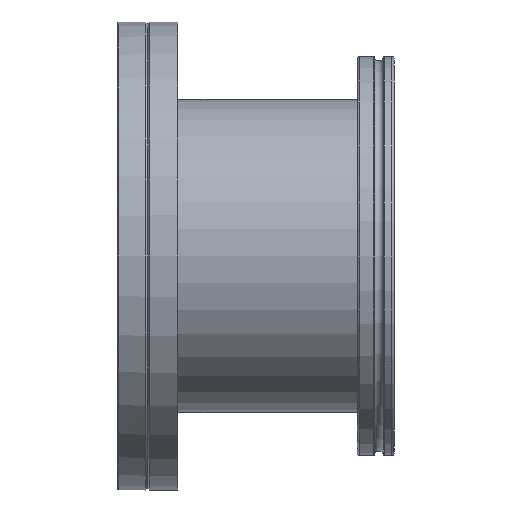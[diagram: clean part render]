
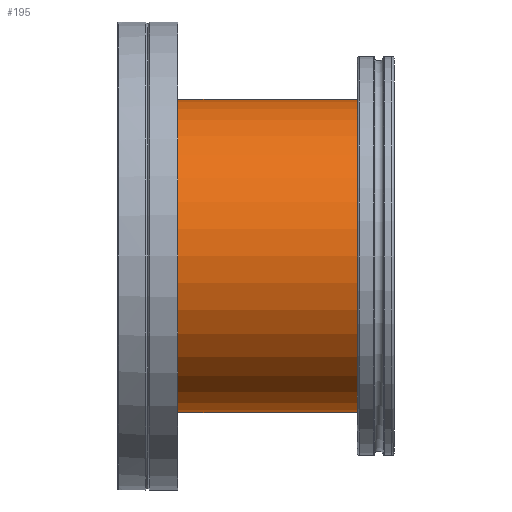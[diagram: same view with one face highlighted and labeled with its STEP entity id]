
A CAD part, front view. The second image highlights one B-rep face of the part: STEP entity #195.
In plain terms, the highlighted cylindrical face has radius 51 mm (diameter 102 mm), a full revolution.
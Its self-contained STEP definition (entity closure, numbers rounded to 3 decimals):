
#18 = CARTESIAN_POINT ( 'NONE',  ( 0., 0., 0. ) ) ;
#21 = DIRECTION ( 'NONE',  ( 1., 0., 0. ) ) ;
#106 = CYLINDRICAL_SURFACE ( 'NONE', #1152, 51. ) ;
#148 = EDGE_CURVE ( 'NONE', #1844, #1844, #1865, .T. ) ;
#169 = ORIENTED_EDGE ( 'NONE', *, *, #148, .F. ) ;
#195 = ADVANCED_FACE ( 'NONE', ( #1599, #2190 ), #106, .T. ) ;
#262 = VERTEX_POINT ( 'NONE', #346 ) ;
#337 = ORIENTED_EDGE ( 'NONE', *, *, #1406, .T. ) ;
#346 = CARTESIAN_POINT ( 'NONE',  ( 0., 51., 0. ) ) ;
#532 = CARTESIAN_POINT ( 'NONE',  ( 70.3, 51., 0. ) ) ;
#575 = DIRECTION ( 'NONE',  ( 0., 1., 0. ) ) ;
#648 = DIRECTION ( 'NONE',  ( 1., 0., 0. ) ) ;
#696 = CARTESIAN_POINT ( 'NONE',  ( 70.3, 0., 0. ) ) ;
#974 = EDGE_LOOP ( 'NONE', ( #337 ) ) ;
#1022 = AXIS2_PLACEMENT_3D ( 'NONE', #696, #21, #1921 ) ;
#1152 = AXIS2_PLACEMENT_3D ( 'NONE', #1704, #648, #2282 ) ;
#1285 = AXIS2_PLACEMENT_3D ( 'NONE', #18, #1926, #575 ) ;
#1406 = EDGE_CURVE ( 'NONE', #262, #262, #1544, .T. ) ;
#1544 = CIRCLE ( 'NONE', #1285, 51. ) ;
#1599 = FACE_OUTER_BOUND ( 'NONE', #974, .T. ) ;
#1704 = CARTESIAN_POINT ( 'NONE',  ( 0., 0., 0. ) ) ;
#1844 = VERTEX_POINT ( 'NONE', #532 ) ;
#1865 = CIRCLE ( 'NONE', #1022, 51. ) ;
#1921 = DIRECTION ( 'NONE',  ( 0., 1., 0. ) ) ;
#1926 = DIRECTION ( 'NONE',  ( 1., 0., 0. ) ) ;
#2190 = FACE_OUTER_BOUND ( 'NONE', #2300, .T. ) ;
#2282 = DIRECTION ( 'NONE',  ( 0., 1., 0. ) ) ;
#2300 = EDGE_LOOP ( 'NONE', ( #169 ) ) ;
